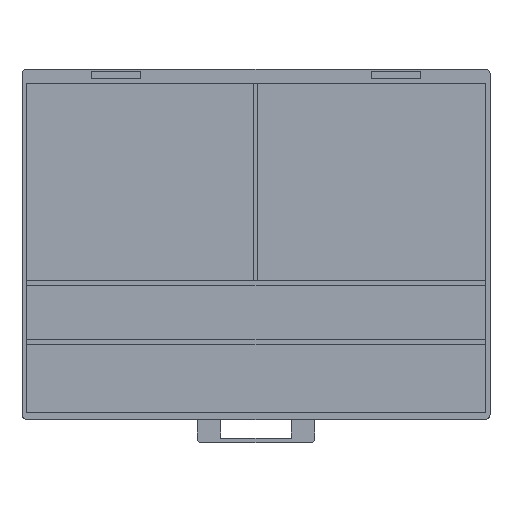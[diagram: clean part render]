
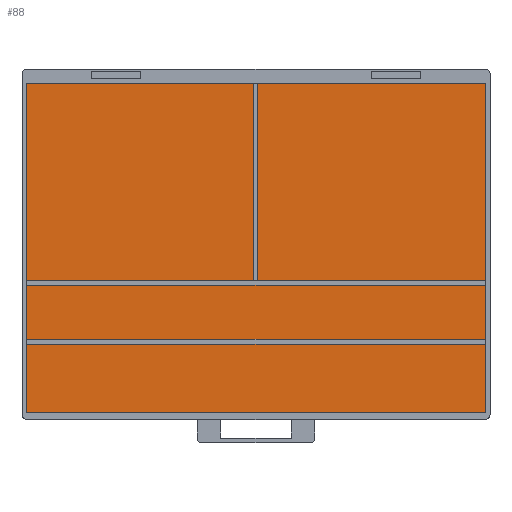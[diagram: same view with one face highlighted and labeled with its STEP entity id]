
A CAD part, top view. The second image highlights one B-rep face of the part: STEP entity #88.
In plain terms, the highlighted planar face has unit normal (0, 0, 1).
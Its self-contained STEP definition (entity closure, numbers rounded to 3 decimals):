
#88=ADVANCED_FACE('',(#155),#986,.T.);
#155=FACE_OUTER_BOUND('',#225,.T.);
#225=EDGE_LOOP('',(#396,#397,#398,#399));
#396=ORIENTED_EDGE('',*,*,#616,.T.);
#397=ORIENTED_EDGE('',*,*,#619,.T.);
#398=ORIENTED_EDGE('',*,*,#621,.T.);
#399=ORIENTED_EDGE('',*,*,#623,.T.);
#616=EDGE_CURVE('',#884,#885,#768,.T.);
#619=EDGE_CURVE('',#885,#886,#771,.T.);
#621=EDGE_CURVE('',#886,#887,#773,.T.);
#623=EDGE_CURVE('',#887,#884,#775,.T.);
#768=B_SPLINE_CURVE_WITH_KNOTS('',1,(#1423,#1424),.UNSPECIFIED.,.F.,.F.,
(2,2),(0.,195.),.UNSPECIFIED.);
#771=B_SPLINE_CURVE_WITH_KNOTS('',1,(#1429,#1430),.UNSPECIFIED.,.F.,.F.,
(2,2),(195.,335.),.UNSPECIFIED.);
#773=B_SPLINE_CURVE_WITH_KNOTS('',1,(#1433,#1434),.UNSPECIFIED.,.F.,.F.,
(2,2),(335.,530.),.UNSPECIFIED.);
#775=B_SPLINE_CURVE_WITH_KNOTS('',1,(#1437,#1438),.UNSPECIFIED.,.F.,.F.,
(2,2),(530.,670.),.UNSPECIFIED.);
#884=VERTEX_POINT('',#1351);
#885=VERTEX_POINT('',#1352);
#886=VERTEX_POINT('',#1353);
#887=VERTEX_POINT('',#1354);
#986=PLANE('',#1064);
#1064=AXIS2_PLACEMENT_3D('',#1328,#1143,$);
#1143=DIRECTION('',(0.,0.,1.));
#1328=CARTESIAN_POINT('',(2.5,-88.,-37.));
#1351=CARTESIAN_POINT('',(2.5,-88.,-37.));
#1352=CARTESIAN_POINT('',(197.5,-88.,-37.));
#1353=CARTESIAN_POINT('',(197.5,52.,-37.));
#1354=CARTESIAN_POINT('',(2.5,52.,-37.));
#1423=CARTESIAN_POINT('',(2.5,-88.,-37.));
#1424=CARTESIAN_POINT('',(197.5,-88.,-37.));
#1429=CARTESIAN_POINT('',(197.5,-88.,-37.));
#1430=CARTESIAN_POINT('',(197.5,52.,-37.));
#1433=CARTESIAN_POINT('',(197.5,52.,-37.));
#1434=CARTESIAN_POINT('',(2.5,52.,-37.));
#1437=CARTESIAN_POINT('',(2.5,52.,-37.));
#1438=CARTESIAN_POINT('',(2.5,-88.,-37.));
